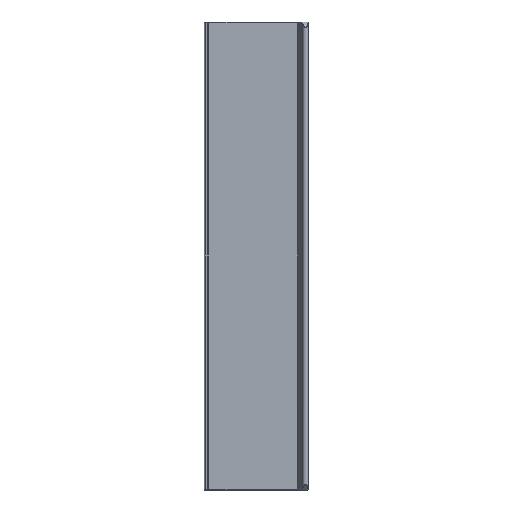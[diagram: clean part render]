
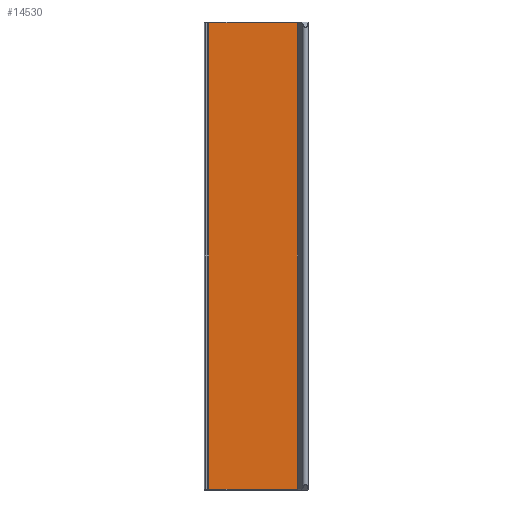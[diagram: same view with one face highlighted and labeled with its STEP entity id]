
A CAD part, front view. The second image highlights one B-rep face of the part: STEP entity #14530.
In plain terms, the highlighted planar face has unit normal (0, -1, 0).
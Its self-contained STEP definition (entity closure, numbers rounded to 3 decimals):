
#2480=CARTESIAN_POINT('',(35.861,16.1,-0.2));
#2490=VERTEX_POINT('',#2480);
#2520=CARTESIAN_POINT('',(0.,16.1,-0.2));
#2530=DIRECTION('',(1.,0.,0.));
#2540=VECTOR('',#2530,1.);
#2550=LINE('',#2520,#2540);
#2560=CARTESIAN_POINT('',(1.9,16.1,-0.2));
#2570=VERTEX_POINT('',#2560);
#2580=EDGE_CURVE('',#2570,#2490,#2550,.T.);
#10740=CARTESIAN_POINT('',(1.9,16.1,-179.8));
#10750=VERTEX_POINT('',#10740);
#10780=CARTESIAN_POINT('',(0.,16.1,-179.8));
#10790=DIRECTION('',(1.,0.,0.));
#10800=VECTOR('',#10790,1.);
#10810=LINE('',#10780,#10800);
#10820=CARTESIAN_POINT('',(35.861,16.1,-179.8));
#10830=VERTEX_POINT('',#10820);
#10840=EDGE_CURVE('',#10750,#10830,#10810,.T.);
#14320=CARTESIAN_POINT('',(36.,16.1,0.));
#14330=DIRECTION('',(-0.,1.,0.));
#14340=DIRECTION('',(1.,0.,0.));
#14350=AXIS2_PLACEMENT_3D('',#14320,#14330,#14340);
#14360=PLANE('',#14350);
#14370=ORIENTED_EDGE('',*,*,#10840,.T.);
#14380=CARTESIAN_POINT('',(1.9,16.1,0.));
#14390=DIRECTION('',(0.,0.,-1.));
#14400=VECTOR('',#14390,1.);
#14410=LINE('',#14380,#14400);
#14420=EDGE_CURVE('',#2570,#10750,#14410,.T.);
#14430=ORIENTED_EDGE('',*,*,#14420,.T.);
#14440=ORIENTED_EDGE('',*,*,#2580,.F.);
#14450=CARTESIAN_POINT('',(35.861,16.1,0.));
#14460=DIRECTION('',(0.,0.,-1.));
#14470=VECTOR('',#14460,1.);
#14480=LINE('',#14450,#14470);
#14490=EDGE_CURVE('',#2490,#10830,#14480,.T.);
#14500=ORIENTED_EDGE('',*,*,#14490,.F.);
#14510=EDGE_LOOP('',(#14500,#14440,#14430,#14370));
#14520=FACE_OUTER_BOUND('',#14510,.T.);
#14530=ADVANCED_FACE('',(#14520),#14360,.F.);
